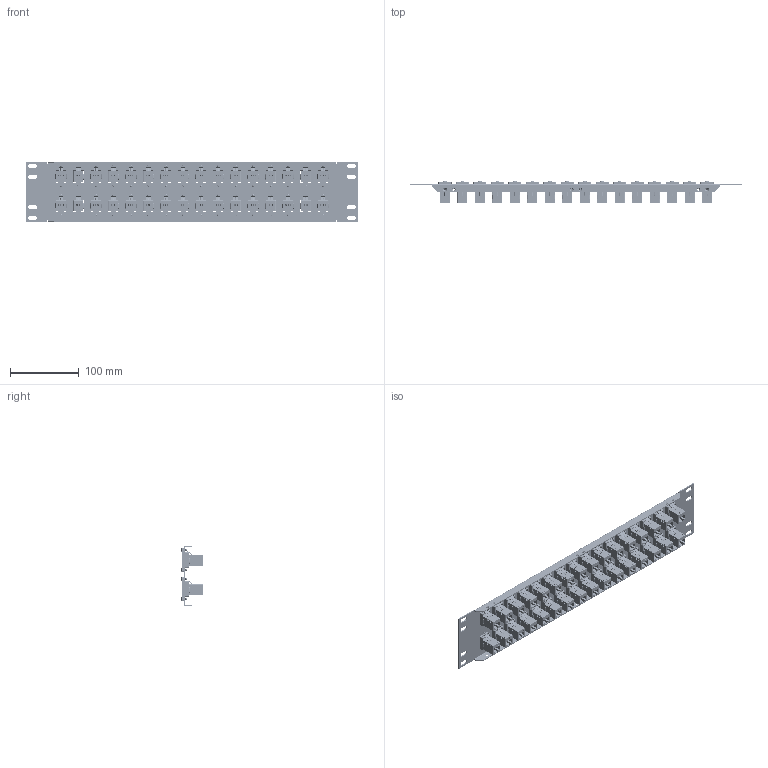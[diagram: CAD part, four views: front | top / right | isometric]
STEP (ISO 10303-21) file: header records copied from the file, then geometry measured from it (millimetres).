
FILE_DESCRIPTION (( 'STEP AP203' ), '1' );
FILE_NAME ('PR35F504B-SC6.STEP', '2014-10-15T19:09:44', ( 'x' ), ( '' ), 'SwSTEP 2.0', 'SolidWorks 2014', '' );
FILE_SCHEMA (( 'CONFIG_CONTROL_DESIGN' ));
Length unit declared in the file: inch
Products named in the file (5): PR35F504B; ECF-SK_with Global Connectivity logo; TDG1026KS-C6; 91772A106_default; PR35F504B-SC6
Assembly tree (129 placements, depth 2):
  PR35F504B-SC6
    PR35F504B
    ECF-SK_with Global Connectivity logo  x32
    TDG1026KS-C6  x32
    91772A106_default  x64
Bounding box: 482.6 x 32 x 88.39 mm (x, y, z)
Volume: 269104.1 mm3; surface area: 283326.3 mm2
Topology: 129 solids, 129 shells, 22576 faces, 61115 edges, 39458 vertices
Faces by surface type: plane 10531, bspline 5825, cylinder 3156, cone 2456, sphere 384, torus 224
Entity records: 90370 total; most frequent: CARTESIAN_POINT 42944, ORIENTED_EDGE 10020, DIRECTION 6967, EDGE_CURVE 5010, VERTEX_POINT 3312, VECTOR 3137, LINE 3137, EDGE_LOOP 2214
